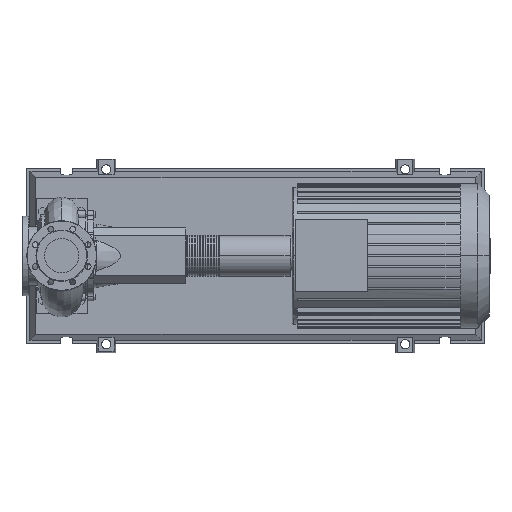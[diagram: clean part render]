
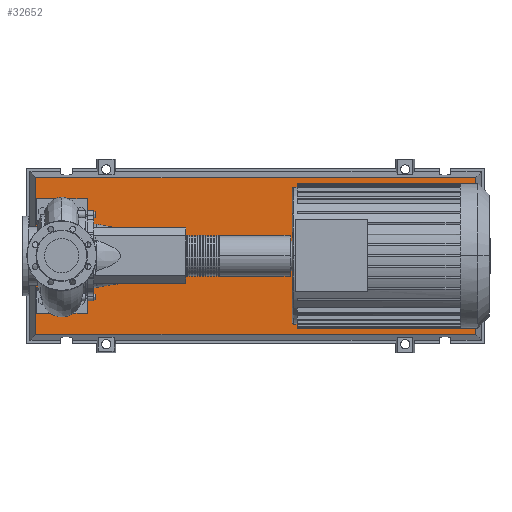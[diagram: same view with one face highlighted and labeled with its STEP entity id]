
A CAD part, top view. The second image highlights one B-rep face of the part: STEP entity #32652.
In plain terms, the highlighted planar face has unit normal (0, 0, 1).
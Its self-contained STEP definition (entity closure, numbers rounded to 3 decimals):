
#28819=CARTESIAN_POINT('',(1301.732,-246.732,103.0));
#28820=VERTEX_POINT('',#28819);
#28827=CARTESIAN_POINT('',(-81.732,-246.732,103.0));
#28828=VERTEX_POINT('',#28827);
#28829=CARTESIAN_POINT('',(1301.732,-246.732,103.0));
#28830=DIRECTION('',(-1.0,0.0,0.0));
#28831=VECTOR('',#28830,1383.465);
#28832=LINE('',#28829,#28831);
#28833=EDGE_CURVE('',#28820,#28828,#28832,.T.);
#32565=CARTESIAN_POINT('',(1301.732,246.732,103.0));
#32566=VERTEX_POINT('',#32565);
#32567=CARTESIAN_POINT('',(1301.732,246.732,103.0));
#32568=DIRECTION('',(0.0,-1.0,0.0));
#32569=VECTOR('',#32568,493.465);
#32570=LINE('',#32567,#32569);
#32571=EDGE_CURVE('',#32566,#28820,#32570,.T.);
#32589=CARTESIAN_POINT('',(-81.732,246.732,103.0));
#32590=VERTEX_POINT('',#32589);
#32591=CARTESIAN_POINT('',(-81.732,-246.732,103.0));
#32592=DIRECTION('',(0.0,1.0,0.0));
#32593=VECTOR('',#32592,493.465);
#32594=LINE('',#32591,#32593);
#32595=EDGE_CURVE('',#28828,#32590,#32594,.T.);
#32628=CARTESIAN_POINT('',(-81.732,246.732,103.0));
#32629=DIRECTION('',(1.0,0.0,0.0));
#32630=VECTOR('',#32629,1383.465);
#32631=LINE('',#32628,#32630);
#32632=EDGE_CURVE('',#32590,#32566,#32631,.T.);
#32641=CARTESIAN_POINT('',(610.,0.0,103.0));
#32642=DIRECTION('',(0.0,0.0,1.0));
#32643=DIRECTION('',(1.0,0.0,0.0));
#32644=AXIS2_PLACEMENT_3D('',#32641,#32642,#32643);
#32645=PLANE('',#32644);
#32646=ORIENTED_EDGE('',*,*,#32571,.F.);
#32647=ORIENTED_EDGE('',*,*,#32632,.F.);
#32648=ORIENTED_EDGE('',*,*,#32595,.F.);
#32649=ORIENTED_EDGE('',*,*,#28833,.F.);
#32650=EDGE_LOOP('',(#32646,#32647,#32648,#32649));
#32651=FACE_OUTER_BOUND('',#32650,.T.);
#32652=ADVANCED_FACE('',(#32651),#32645,.T.);
